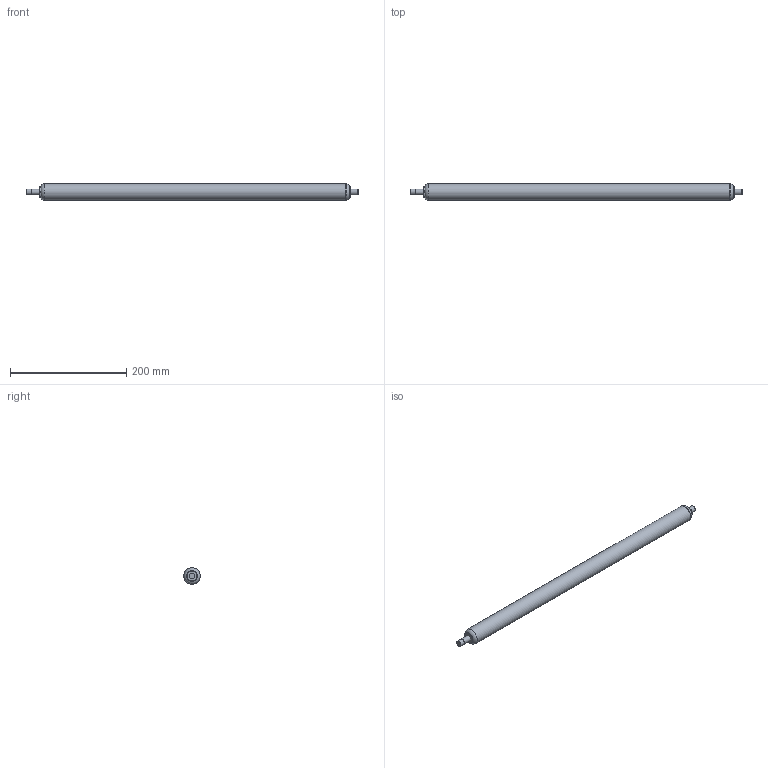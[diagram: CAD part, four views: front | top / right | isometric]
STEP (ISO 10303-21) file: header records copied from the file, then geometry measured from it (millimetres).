
FILE_DESCRIPTION(/* description */ (''),/* implementation_level */ '2;1');
FILE_NAME(/* name */ 'D0M0ZF3-450-550--001-1200N.stp',/* time_stamp */ '2017-07-31T15:25:09+02:00',/* author */ ('CADNEU'),/* organization */ (''),/* preprocessor_version */ 'ST-DEVELOPER v16.1',/* originating_system */ 'Autodesk Inventor 2016',/* authorisation */ '');
FILE_SCHEMA (('AUTOMOTIVE_DESIGN { 1 0 10303 214 3 1 1 }'));
Length unit declared in the file: millimetre
Products named in the file (5): Zylinder_28; Kolbenstange_10; Gewindeanschluß_M0_28-VE; Gewindeanschluß_M10x9-D0; D0M0ZF3-450-550--001-1200N
Assembly tree (4 placements, depth 2):
  D0M0ZF3-450-550--001-1200N
    Zylinder_28
    Kolbenstange_10
    Gewindeanschluß_M0_28-VE
    Gewindeanschluß_M10x9-D0
Bounding box: 572 x 28 x 28 mm (x, y, z)
Volume: 365420.4 mm3; surface area: 64888.3 mm2
Topology: 4 solids, 4 shells, 28 faces, 41 edges, 24 vertices
Faces by surface type: plane 11, cylinder 9, cone 6, torus 2
Full cylindrical faces by diameter (mm): 2.8 x1, 3.1 x1, 10 x3, 19.8 x1, 19.9 x1, 28 x2
Entity records: 659 total; most frequent: DIRECTION 122, CARTESIAN_POINT 85, AXIS2_PLACEMENT_3D 61, EDGE_LOOP 48, ORIENTED_EDGE 48, FACE_OUTER_BOUND 28, ADVANCED_FACE 28, CIRCLE 24
